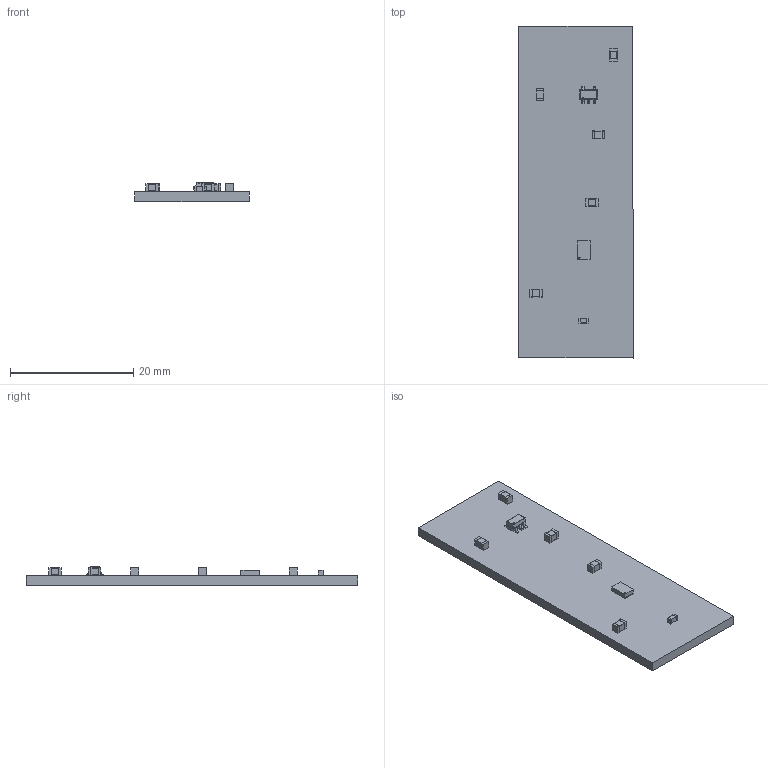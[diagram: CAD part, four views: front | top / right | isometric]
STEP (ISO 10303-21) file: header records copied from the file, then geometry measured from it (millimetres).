
FILE_DESCRIPTION(('KiCad electronic assembly'),'2;1');
FILE_NAME('trabajoProfesionalStepUpDown.step','2021-06-08T15:09:29',( 'An Author'),('A Company'),'Open CASCADE STEP processor 6.9', 'KiCad to STEP converter','Unknown');
FILE_SCHEMA(('AUTOMOTIVE_DESIGN { 1 0 10303 214 1 1 1 1 }'));
Length unit declared in the file: millimetre
Products named in the file (10): Open CASCADE STEP translator 6.9 1; TPS60402DBVR; COMPOUND; L_0603_1608Metric; SOLID; C_0805_2012Metric; DIO6605BFN8
Assembly tree (13 placements, depth 3):
  Open CASCADE STEP translator 6.9 1
    TPS60402DBVR
      COMPOUND
    L_0603_1608Metric
      SOLID
    C_0805_2012Metric  x5
      SOLID
    DIO6605BFN8
      COMPOUND
    SOLID
Bounding box: 18.61 x 53.83 x 3.1 mm (x, y, z)
Volume: 1620.5 mm3; surface area: 2349.4 mm2
Topology: 23 solids, 23 shells, 325 faces, 779 edges, 514 vertices
Faces by surface type: plane 220, cylinder 105
Full cylindrical faces by diameter (mm): 0.2 x1, 0.25 x1
Entity records: 13335 total; most frequent: CARTESIAN_POINT 2432, DIRECTION 1970, LINE 1253, VECTOR 1253, ORIENTED_EDGE 982, PCURVE 982, DEFINITIONAL_REPRESENTATION 982, EDGE_CURVE 491
